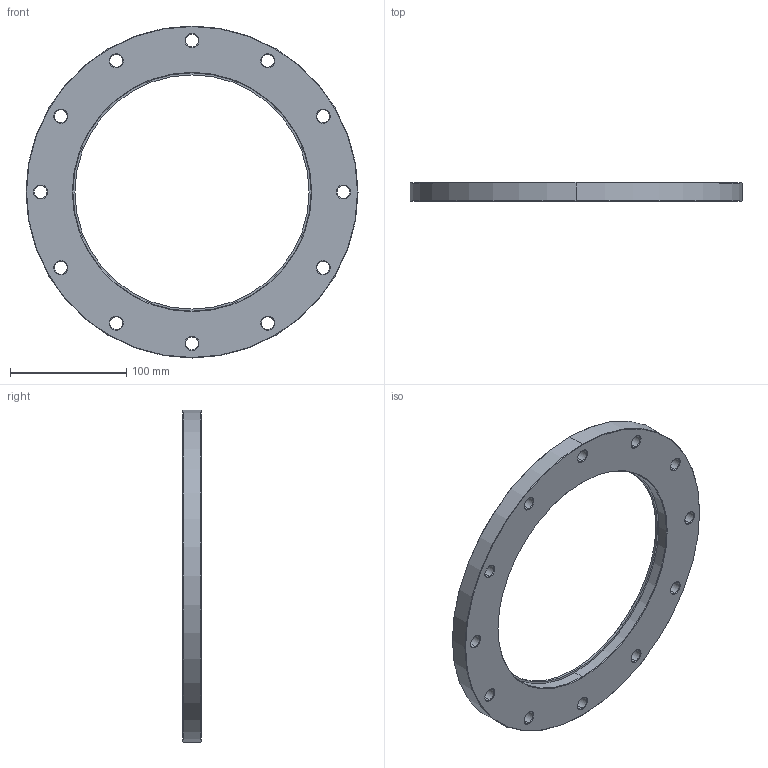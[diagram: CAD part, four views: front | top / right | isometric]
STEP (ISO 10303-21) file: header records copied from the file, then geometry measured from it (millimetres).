
FILE_DESCRIPTION (( 'STEP AP214' ), '1' );
FILE_NAME ('Hositrad_ISO-F200-204.STEP', '2017-06-01T13:35:38', ( 'Gebruiker' ), ( '' ), 'SwSTEP 2.0', 'SolidWorks 2017', '' );
FILE_SCHEMA (( 'AUTOMOTIVE_DESIGN' ));
Length unit declared in the file: millimetre
Products named in the file (1): Hositrad_ISO-F200-204
Bounding box: 285 x 16 x 285 mm (x, y, z)
Volume: 466254.8 mm3; surface area: 92223.1 mm2
Topology: 1 solids, 1 shells, 92 faces, 208 edges, 120 vertices
Faces by surface type: cone 56, cylinder 32, plane 4
Entity records: 2650 total; most frequent: DIRECTION 514, CARTESIAN_POINT 421, ORIENTED_EDGE 416, AXIS2_PLACEMENT_3D 213, EDGE_CURVE 208, CIRCLE 120, VERTEX_POINT 120, EDGE_LOOP 120
